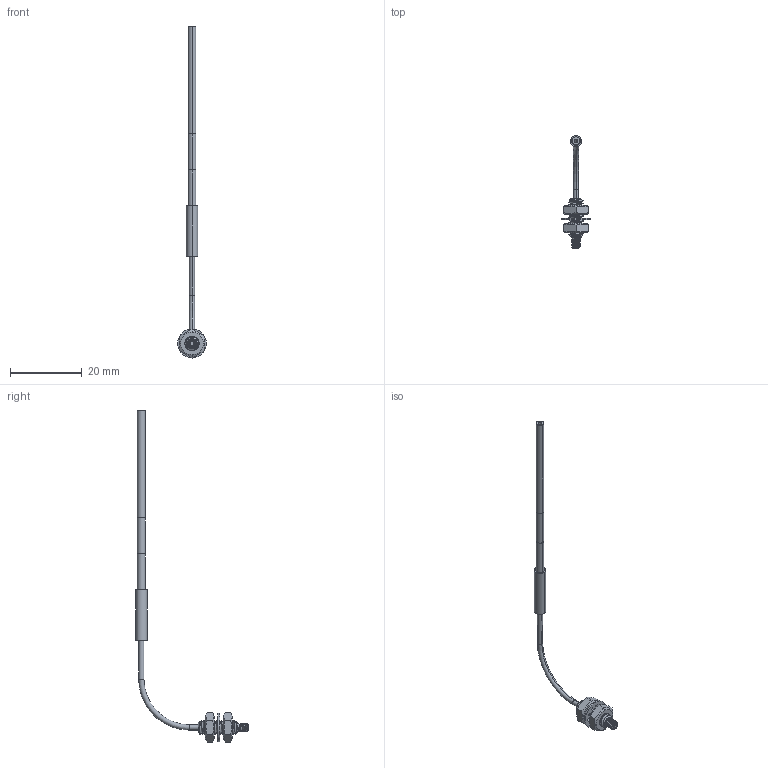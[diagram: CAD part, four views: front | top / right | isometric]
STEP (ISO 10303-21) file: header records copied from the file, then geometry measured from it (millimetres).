
FILE_DESCRIPTION((''),'2;1');
FILE_NAME('161895_ASM','2016-01-05T',('pdmadmin'),(''),'PRO/ENGINEER BY PARAMETRIC TECHNOLOGY CORPORATION, 2013230','PRO/ENGINEER BY PARAMETRIC TECHNOLOGY CORPORATION, 2013230','');
FILE_SCHEMA(('CONFIG_CONTROL_DESIGN'));
Length unit declared in the file: inch
Products named in the file (9): 15732_AF2; 15565_AF2; 35314_AF2; 10140_AF2; 40845_AF2; 40844_AF2; 40844_AF3; FIBER_CORE_1MM_AF2; 161895_ASM
Assembly tree (8 placements, depth 2):
  161895_ASM
    15732_AF2
    15565_AF2
    35314_AF2
    10140_AF2
    40845_AF2
    40844_AF2
    40844_AF3
    FIBER_CORE_1MM_AF2
Bounding box: 8 x 31.35 x 92.27 mm (x, y, z)
Volume: 532 mm3; surface area: 2062.2 mm2
Topology: 8 solids, 11 shells, 193 faces, 485 edges, 309 vertices
Faces by surface type: cylinder 99, plane 50, cone 22, bspline 18, torus 4
Entity records: 10391 total; most frequent: CARTESIAN_POINT 5698, ORIENTED_EDGE 958, DIRECTION 902, EDGE_CURVE 485, AXIS2_PLACEMENT_3D 349, VERTEX_POINT 309, EDGE_LOOP 208, VECTOR 204
